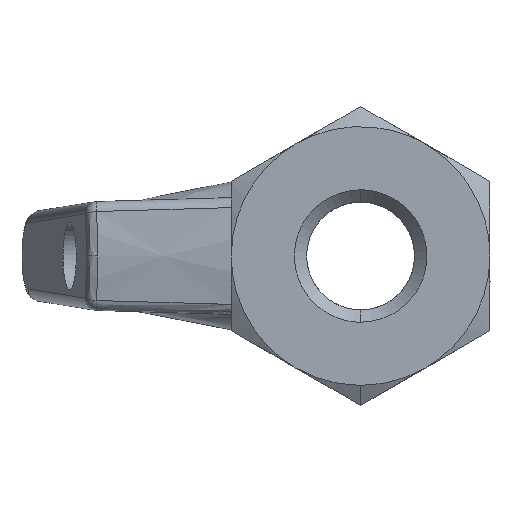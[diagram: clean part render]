
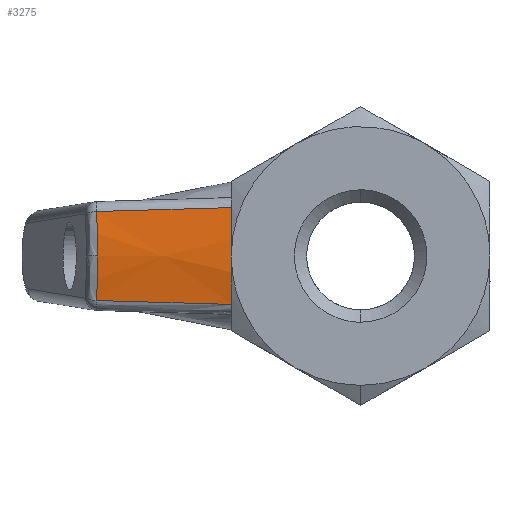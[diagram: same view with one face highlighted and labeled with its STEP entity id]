
A CAD part, left-side view. The second image highlights one B-rep face of the part: STEP entity #3275.
In plain terms, the highlighted conical face has half-angle 4 degrees and reference radius 20 mm.
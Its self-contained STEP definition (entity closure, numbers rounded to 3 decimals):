
#22 = VERTEX_POINT ( 'NONE', #4422 ) ;
#26 = VERTEX_POINT ( 'NONE', #3161 ) ;
#113 = CARTESIAN_POINT ( 'NONE',  ( -9.241, 21.356, -1.208 ) ) ;
#311 = ORIENTED_EDGE ( 'NONE', *, *, #2060, .T. ) ;
#459 = CARTESIAN_POINT ( 'NONE',  ( 10., 10.5, 0. ) ) ;
#656 = CARTESIAN_POINT ( 'NONE',  ( -9.125, 21.377, 2.42 ) ) ;
#691 = EDGE_CURVE ( 'NONE', #26, #22, #943, .T. ) ;
#715 = CARTESIAN_POINT ( 'NONE',  ( -8.894, 21.42, -3.613 ) ) ;
#731 = B_SPLINE_CURVE_WITH_KNOTS ( 'NONE', 3,
 ( #2717, #4830, #3081, #2194 ),
 .UNSPECIFIED., .F., .F.,
 ( 4, 4 ),
 ( 0., 1. ),
 .UNSPECIFIED. ) ;
#855 = ORIENTED_EDGE ( 'NONE', *, *, #2117, .T. ) ;
#943 = B_SPLINE_CURVE_WITH_KNOTS ( 'NONE', 3,
 ( #2779, #656, #1120, #3216 ),
 .UNSPECIFIED., .F., .F.,
 ( 4, 4 ),
 ( 0., 1. ),
 .UNSPECIFIED. ) ;
#972 = CARTESIAN_POINT ( 'NONE',  ( -8.894, 21.42, -3.613 ) ) ;
#1120 = CARTESIAN_POINT ( 'NONE',  ( -9.241, 21.356, 1.208 ) ) ;
#1212 = CONICAL_SURFACE ( 'NONE', #4061, 20., 0.07 ) ;
#1323 = DIRECTION ( 'NONE',  ( 0., 0., 1. ) ) ;
#1350 = FACE_OUTER_BOUND ( 'NONE', #4115, .T. ) ;
#1648 = EDGE_CURVE ( 'NONE', #5409, #2224, #2293, .T. ) ;
#1834 = CARTESIAN_POINT ( 'NONE',  ( -9.241, 21.356, 0. ) ) ;
#1876 = ORIENTED_EDGE ( 'NONE', *, *, #2065, .T. ) ;
#2060 = EDGE_CURVE ( 'NONE', #22, #2224, #5390, .T. ) ;
#2065 = EDGE_CURVE ( 'NONE', #2971, #26, #731, .T. ) ;
#2117 = EDGE_CURVE ( 'NONE', #5409, #2971, #4599, .T. ) ;
#2194 = CARTESIAN_POINT ( 'NONE',  ( -8.894, 21.42, 3.613 ) ) ;
#2224 = VERTEX_POINT ( 'NONE', #4619 ) ;
#2250 = CARTESIAN_POINT ( 'NONE',  ( -10., 10.5, -1.317 ) ) ;
#2293 = B_SPLINE_CURVE_WITH_KNOTS ( 'NONE', 3,
 ( #2419, #2896, #5017, #715 ),
 .UNSPECIFIED., .F., .F.,
 ( 4, 4 ),
 ( 0., 1. ),
 .UNSPECIFIED. ) ;
#2419 = CARTESIAN_POINT ( 'NONE',  ( -9.611, 10.5, -3.926 ) ) ;
#2681 = CARTESIAN_POINT ( 'NONE',  ( -9.869, 10.5, 2.635 ) ) ;
#2717 = CARTESIAN_POINT ( 'NONE',  ( -9.611, 10.5, 3.926 ) ) ;
#2779 = CARTESIAN_POINT ( 'NONE',  ( -8.894, 21.42, 3.613 ) ) ;
#2896 = CARTESIAN_POINT ( 'NONE',  ( -9.372, 14.14, -3.822 ) ) ;
#2916 = ORIENTED_EDGE ( 'NONE', *, *, #1648, .F. ) ;
#2971 = VERTEX_POINT ( 'NONE', #5417 ) ;
#2977 = ORIENTED_EDGE ( 'NONE', *, *, #691, .T. ) ;
#3081 = CARTESIAN_POINT ( 'NONE',  ( -9.128, 17.854, 3.715 ) ) ;
#3161 = CARTESIAN_POINT ( 'NONE',  ( -8.894, 21.42, 3.613 ) ) ;
#3216 = CARTESIAN_POINT ( 'NONE',  ( -9.241, 21.356, 0. ) ) ;
#3275 = ADVANCED_FACE ( 'NONE', ( #1350 ), #1212, .T. ) ;
#3482 = CARTESIAN_POINT ( 'NONE',  ( -9.611, 10.5, 3.926 ) ) ;
#3517 = CARTESIAN_POINT ( 'NONE',  ( -9.125, 21.377, -2.42 ) ) ;
#3556 = CARTESIAN_POINT ( 'NONE',  ( -9.611, 10.5, -3.926 ) ) ;
#4061 = AXIS2_PLACEMENT_3D ( 'NONE', #459, #5145, #1323 ) ;
#4115 = EDGE_LOOP ( 'NONE', ( #2916, #855, #1876, #2977, #311 ) ) ;
#4422 = CARTESIAN_POINT ( 'NONE',  ( -9.241, 21.356, 0. ) ) ;
#4599 = B_SPLINE_CURVE_WITH_KNOTS ( 'NONE', 3,
 ( #3556, #5216, #2250, #5253, #2681, #3482 ),
 .UNSPECIFIED., .F., .F.,
 ( 4, 2, 4 ),
 ( 0., 0.5, 1. ),
 .UNSPECIFIED. ) ;
#4619 = CARTESIAN_POINT ( 'NONE',  ( -8.894, 21.42, -3.613 ) ) ;
#4830 = CARTESIAN_POINT ( 'NONE',  ( -9.367, 14.214, 3.82 ) ) ;
#5017 = CARTESIAN_POINT ( 'NONE',  ( -9.133, 17.78, -3.717 ) ) ;
#5145 = DIRECTION ( 'NONE',  ( 0., -1., 0. ) ) ;
#5216 = CARTESIAN_POINT ( 'NONE',  ( -9.869, 10.5, -2.635 ) ) ;
#5253 = CARTESIAN_POINT ( 'NONE',  ( -10., 10.5, 1.317 ) ) ;
#5390 = B_SPLINE_CURVE_WITH_KNOTS ( 'NONE', 3,
 ( #1834, #113, #3517, #972 ),
 .UNSPECIFIED., .F., .F.,
 ( 4, 4 ),
 ( 0., 1. ),
 .UNSPECIFIED. ) ;
#5409 = VERTEX_POINT ( 'NONE', #5534 ) ;
#5417 = CARTESIAN_POINT ( 'NONE',  ( -9.611, 10.5, 3.926 ) ) ;
#5534 = CARTESIAN_POINT ( 'NONE',  ( -9.611, 10.5, -3.926 ) ) ;
